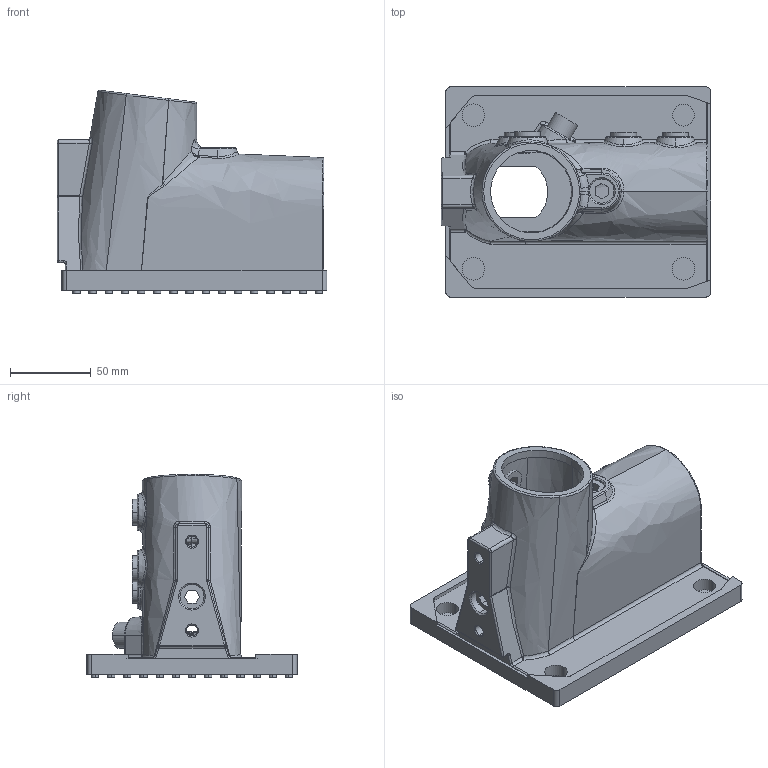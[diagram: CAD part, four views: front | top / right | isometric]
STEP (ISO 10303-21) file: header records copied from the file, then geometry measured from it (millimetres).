
FILE_DESCRIPTION (( 'STEP AP203' ), '1' );
FILE_NAME ('0521350000.STEP', '2024-07-01T14:17:48', ( '' ), ( '' ), 'SwSTEP 2.0', 'SolidWorks 2022', '' );
FILE_SCHEMA (( 'CONFIG_CONTROL_DESIGN' ));
Length unit declared in the file: metre
Products named in the file (1): 0521350000
Bounding box: 167 x 130 x 125.83 mm (x, y, z)
Volume: 426810.2 mm3; surface area: 192615.6 mm2
Topology: 10 solids, 10 shells, 1047 faces, 2328 edges, 1493 vertices
Faces by surface type: cylinder 500, plane 338, bspline 134, cone 35, torus 31, sphere 9
Entity records: 42434 total; most frequent: CARTESIAN_POINT 19205, DIRECTION 4919, ORIENTED_EDGE 4640, EDGE_CURVE 2320, AXIS2_PLACEMENT_3D 2045, VERTEX_POINT 1493, EDGE_LOOP 1293, CIRCLE 1131
